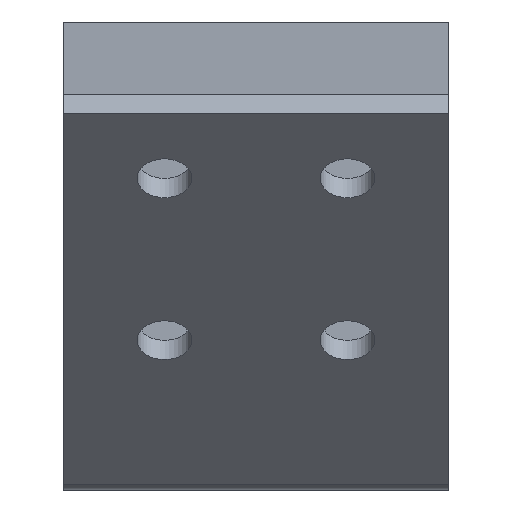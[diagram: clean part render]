
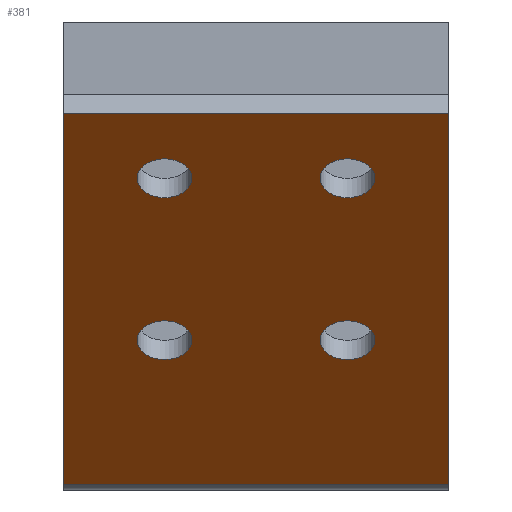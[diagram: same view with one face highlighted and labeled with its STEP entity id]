
A CAD part, top view. The second image highlights one B-rep face of the part: STEP entity #381.
In plain terms, the highlighted planar face has unit normal (0, -0.707, 0.707).
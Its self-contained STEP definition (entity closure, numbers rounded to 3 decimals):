
#16=PLANE('',#423);
#25=LINE('',#590,#50);
#27=LINE('',#596,#52);
#35=LINE('',#612,#60);
#36=LINE('',#613,#61);
#50=VECTOR('',#492,42.);
#52=VECTOR('',#498,57.293);
#60=VECTOR('',#508,57.293);
#61=VECTOR('',#509,42.);
#84=FACE_BOUND('',#143,.T.);
#85=FACE_BOUND('',#144,.T.);
#86=FACE_BOUND('',#145,.T.);
#87=FACE_BOUND('',#146,.T.);
#113=FACE_OUTER_BOUND('',#142,.T.);
#142=EDGE_LOOP('',(#301,#302,#303,#304));
#143=EDGE_LOOP('',(#305));
#144=EDGE_LOOP('',(#306));
#145=EDGE_LOOP('',(#307));
#146=EDGE_LOOP('',(#308));
#170=CIRCLE('',#394,3.);
#172=CIRCLE('',#397,3.);
#174=CIRCLE('',#400,3.);
#176=CIRCLE('',#403,3.);
#190=VERTEX_POINT('',#543);
#192=VERTEX_POINT('',#548);
#194=VERTEX_POINT('',#553);
#196=VERTEX_POINT('',#558);
#208=VERTEX_POINT('',#587);
#209=VERTEX_POINT('',#589);
#211=VERTEX_POINT('',#595);
#218=VERTEX_POINT('',#611);
#226=EDGE_CURVE('',#190,#190,#170,.T.);
#228=EDGE_CURVE('',#192,#192,#172,.T.);
#230=EDGE_CURVE('',#194,#194,#174,.T.);
#232=EDGE_CURVE('',#196,#196,#176,.T.);
#244=EDGE_CURVE('',#208,#209,#25,.T.);
#247=EDGE_CURVE('',#211,#209,#27,.T.);
#255=EDGE_CURVE('',#208,#218,#35,.T.);
#256=EDGE_CURVE('',#218,#211,#36,.T.);
#301=ORIENTED_EDGE('',*,*,#244,.F.);
#302=ORIENTED_EDGE('',*,*,#255,.T.);
#303=ORIENTED_EDGE('',*,*,#256,.T.);
#304=ORIENTED_EDGE('',*,*,#247,.T.);
#305=ORIENTED_EDGE('',*,*,#226,.T.);
#306=ORIENTED_EDGE('',*,*,#228,.T.);
#307=ORIENTED_EDGE('',*,*,#230,.T.);
#308=ORIENTED_EDGE('',*,*,#232,.T.);
#381=ADVANCED_FACE('',(#113,#84,#85,#86,#87),#16,.T.);
#394=AXIS2_PLACEMENT_3D('',#544,#438,#439);
#397=AXIS2_PLACEMENT_3D('',#549,#444,#445);
#400=AXIS2_PLACEMENT_3D('',#554,#450,#451);
#403=AXIS2_PLACEMENT_3D('',#559,#456,#457);
#423=AXIS2_PLACEMENT_3D('',#610,#506,#507);
#438=DIRECTION('center_axis',(0.,0.707,-0.707));
#439=DIRECTION('ref_axis',(-1.,0.,0.));
#444=DIRECTION('center_axis',(0.,0.707,-0.707));
#445=DIRECTION('ref_axis',(-1.,0.,0.));
#450=DIRECTION('center_axis',(0.,0.707,-0.707));
#451=DIRECTION('ref_axis',(-1.,0.,0.));
#456=DIRECTION('center_axis',(0.,0.707,-0.707));
#457=DIRECTION('ref_axis',(-1.,0.,0.));
#492=DIRECTION('',(-1.,0.,0.));
#498=DIRECTION('',(0.,-0.707,-0.707));
#506=DIRECTION('center_axis',(0.,-0.707,
0.707));
#507=DIRECTION('ref_axis',(1.,0.,0.));
#508=DIRECTION('',(0.,0.707,0.707));
#509=DIRECTION('',(-1.,0.,0.));
#543=CARTESIAN_POINT('',(-7.,-31.822,40.178));
#544=CARTESIAN_POINT('Origin',(-10.,-31.822,40.178));
#548=CARTESIAN_POINT('',(13.,-31.822,40.178));
#549=CARTESIAN_POINT('Origin',(10.,-31.822,40.178));
#553=CARTESIAN_POINT('',(13.,-14.145,57.855));
#554=CARTESIAN_POINT('Origin',(10.,-14.145,57.855));
#558=CARTESIAN_POINT('',(-7.,-14.145,57.855));
#559=CARTESIAN_POINT('Origin',(-10.,-14.145,57.855));
#587=CARTESIAN_POINT('',(21.,-47.586,24.414));
#589=CARTESIAN_POINT('',(-21.,-47.586,24.414));
#590=CARTESIAN_POINT('',(0.,-47.586,24.414));
#595=CARTESIAN_POINT('',(-21.,-7.074,64.926));
#596=CARTESIAN_POINT('',(-21.,-7.074,64.926));
#610=CARTESIAN_POINT('Origin',(0.,-27.537,
44.463));
#611=CARTESIAN_POINT('',(21.,-7.074,64.926));
#612=CARTESIAN_POINT('',(21.,-48.75,23.25));
#613=CARTESIAN_POINT('',(21.,-7.074,64.926));
